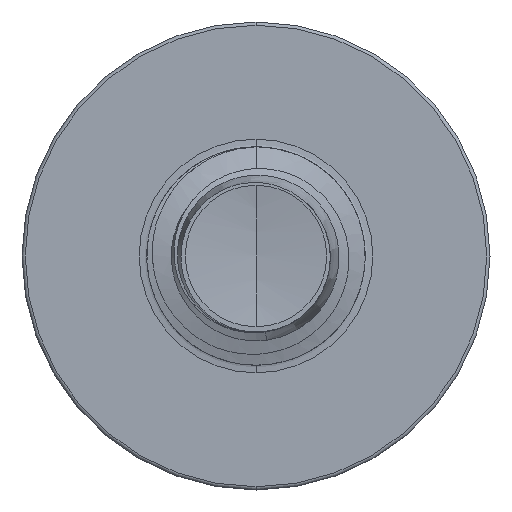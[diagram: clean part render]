
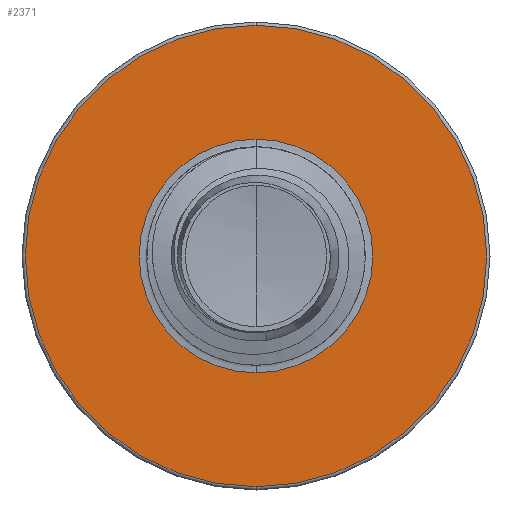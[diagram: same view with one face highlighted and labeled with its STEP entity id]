
A CAD part, front view. The second image highlights one B-rep face of the part: STEP entity #2371.
In plain terms, the highlighted planar face has unit normal (0, -1, 0).
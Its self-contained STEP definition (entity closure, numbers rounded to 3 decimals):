
#262 = DIRECTION ( 'NONE',  ( 0., 0., 1. ) ) ;
#621 = CARTESIAN_POINT ( 'NONE',  ( 0., 6.5, 1.872 ) ) ;
#920 = CIRCLE ( 'NONE', #1098, 3.697 ) ;
#1098 = AXIS2_PLACEMENT_3D ( 'NONE', #15879, #8087, #262 ) ;
#1393 = CIRCLE ( 'NONE', #3169, 3.697 ) ;
#1474 = EDGE_CURVE ( 'NONE', #3637, #13613, #1393, .T. ) ;
#1633 = EDGE_CURVE ( 'NONE', #7367, #4334, #14832, .T. ) ;
#1672 = AXIS2_PLACEMENT_3D ( 'NONE', #3189, #5803, #14897 ) ;
#2116 = ORIENTED_EDGE ( 'NONE', *, *, #4801, .F. ) ;
#2272 = CARTESIAN_POINT ( 'NONE',  ( 0., 6.5, 3.698 ) ) ;
#2371 = ADVANCED_FACE ( 'NONE', ( #13385, #6857 ), #16160, .F. ) ;
#2483 = DIRECTION ( 'NONE',  ( 0., 1., 0. ) ) ;
#2533 = DIRECTION ( 'NONE',  ( 0., 1., 0. ) ) ;
#2747 = CARTESIAN_POINT ( 'NONE',  ( 0., 6.5, 0. ) ) ;
#3169 = AXIS2_PLACEMENT_3D ( 'NONE', #10337, #2533, #11665 ) ;
#3189 = CARTESIAN_POINT ( 'NONE',  ( 0., 6.5, -1.872 ) ) ;
#3637 = VERTEX_POINT ( 'NONE', #2272 ) ;
#3898 = EDGE_CURVE ( 'NONE', #4334, #7367, #14580, .T. ) ;
#4052 = DIRECTION ( 'NONE',  ( 0., 0., 1. ) ) ;
#4334 = VERTEX_POINT ( 'NONE', #7623 ) ;
#4801 = EDGE_CURVE ( 'NONE', #13613, #3637, #920, .T. ) ;
#5803 = DIRECTION ( 'NONE',  ( 0., 1., 0. ) ) ;
#6857 = FACE_BOUND ( 'NONE', #14032, .T. ) ;
#7367 = VERTEX_POINT ( 'NONE', #621 ) ;
#7623 = CARTESIAN_POINT ( 'NONE',  ( 0., 6.5, -1.872 ) ) ;
#8015 = AXIS2_PLACEMENT_3D ( 'NONE', #10290, #2483, #11617 ) ;
#8087 = DIRECTION ( 'NONE',  ( 0., 1., 0. ) ) ;
#10290 = CARTESIAN_POINT ( 'NONE',  ( 0., 6.5, 0. ) ) ;
#10337 = CARTESIAN_POINT ( 'NONE',  ( 0., 6.5, 0. ) ) ;
#10462 = CARTESIAN_POINT ( 'NONE',  ( 0., 6.5, -3.697 ) ) ;
#10489 = ORIENTED_EDGE ( 'NONE', *, *, #1474, .F. ) ;
#11031 = AXIS2_PLACEMENT_3D ( 'NONE', #2747, #11874, #4052 ) ;
#11617 = DIRECTION ( 'NONE',  ( 0., 0., 1. ) ) ;
#11665 = DIRECTION ( 'NONE',  ( 0., 0., 1. ) ) ;
#11874 = DIRECTION ( 'NONE',  ( 0., 1., 0. ) ) ;
#12009 = EDGE_LOOP ( 'NONE', ( #10489, #2116 ) ) ;
#13385 = FACE_OUTER_BOUND ( 'NONE', #12009, .T. ) ;
#13613 = VERTEX_POINT ( 'NONE', #10462 ) ;
#13761 = ORIENTED_EDGE ( 'NONE', *, *, #3898, .T. ) ;
#14032 = EDGE_LOOP ( 'NONE', ( #14696, #13761 ) ) ;
#14580 = CIRCLE ( 'NONE', #8015, 1.872 ) ;
#14696 = ORIENTED_EDGE ( 'NONE', *, *, #1633, .T. ) ;
#14832 = CIRCLE ( 'NONE', #11031, 1.872 ) ;
#14897 = DIRECTION ( 'NONE',  ( 0., 0., 1. ) ) ;
#15879 = CARTESIAN_POINT ( 'NONE',  ( 0., 6.5, 0. ) ) ;
#16160 = PLANE ( 'NONE',  #1672 ) ;
